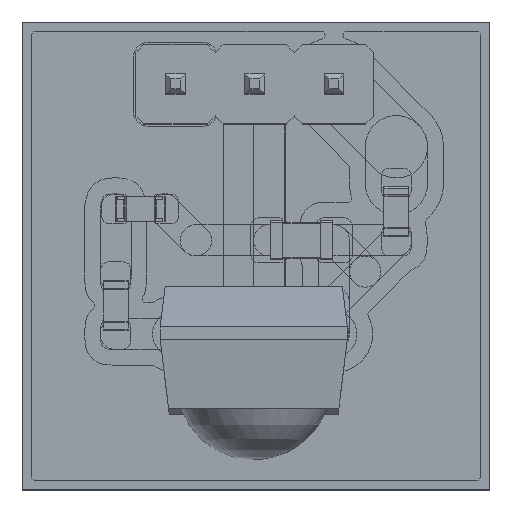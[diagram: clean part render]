
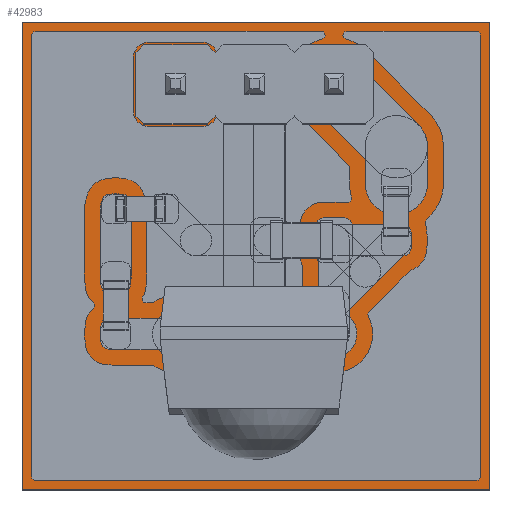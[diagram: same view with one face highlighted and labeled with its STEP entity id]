
A CAD part, top view. The second image highlights one B-rep face of the part: STEP entity #42983.
In plain terms, the highlighted planar face has unit normal (0, 0, 1).
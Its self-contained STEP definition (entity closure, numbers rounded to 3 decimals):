
#42805 = VERTEX_POINT('',#42806);
#42806 = CARTESIAN_POINT('',(114.,-72.,1.6));
#42812 = EDGE_CURVE('',#42805,#42813,#42815,.T.);
#42813 = VERTEX_POINT('',#42814);
#42814 = CARTESIAN_POINT('',(99.,-72.,1.6));
#42815 = LINE('',#42816,#42817);
#42816 = CARTESIAN_POINT('',(114.,-72.,1.6));
#42817 = VECTOR('',#42818,1.);
#42818 = DIRECTION('',(-1.,0.,0.));
#42845 = VERTEX_POINT('',#42846);
#42846 = CARTESIAN_POINT('',(114.,-57.,1.6));
#42852 = EDGE_CURVE('',#42845,#42805,#42853,.T.);
#42853 = LINE('',#42854,#42855);
#42854 = CARTESIAN_POINT('',(114.,-57.,1.6));
#42855 = VECTOR('',#42856,1.);
#42856 = DIRECTION('',(0.,-1.,0.));
#42874 = EDGE_CURVE('',#42813,#42875,#42877,.T.);
#42875 = VERTEX_POINT('',#42876);
#42876 = CARTESIAN_POINT('',(99.,-57.,1.6));
#42877 = LINE('',#42878,#42879);
#42878 = CARTESIAN_POINT('',(99.,-72.,1.6));
#42879 = VECTOR('',#42880,1.);
#42880 = DIRECTION('',(0.,1.,0.));
#42983 = ADVANCED_FACE('',(#42984,#42995,#43006,#43017,#43028,#43039,
    #43050),#43061,.T.);
#42984 = FACE_BOUND('',#42985,.T.);
#42985 = EDGE_LOOP('',(#42986,#42987,#42988,#42994));
#42986 = ORIENTED_EDGE('',*,*,#42812,.F.);
#42987 = ORIENTED_EDGE('',*,*,#42852,.F.);
#42988 = ORIENTED_EDGE('',*,*,#42989,.F.);
#42989 = EDGE_CURVE('',#42875,#42845,#42990,.T.);
#42990 = LINE('',#42991,#42992);
#42991 = CARTESIAN_POINT('',(99.,-57.,1.6));
#42992 = VECTOR('',#42993,1.);
#42993 = DIRECTION('',(1.,0.,0.));
#42994 = ORIENTED_EDGE('',*,*,#42874,.F.);
#42995 = FACE_BOUND('',#42996,.T.);
#42996 = EDGE_LOOP('',(#42997));
#42997 = ORIENTED_EDGE('',*,*,#42998,.T.);
#42998 = EDGE_CURVE('',#42999,#42999,#43001,.T.);
#42999 = VERTEX_POINT('',#43000);
#43000 = CARTESIAN_POINT('',(103.92,-67.483,1.6));
#43001 = CIRCLE('',#43002,0.483);
#43002 = AXIS2_PLACEMENT_3D('',#43003,#43004,#43005);
#43003 = CARTESIAN_POINT('',(103.92,-67.,1.6));
#43004 = DIRECTION('',(-0.,0.,-1.));
#43005 = DIRECTION('',(-0.,-1.,0.));
#43006 = FACE_BOUND('',#43007,.T.);
#43007 = EDGE_LOOP('',(#43008));
#43008 = ORIENTED_EDGE('',*,*,#43009,.T.);
#43009 = EDGE_CURVE('',#43010,#43010,#43012,.T.);
#43010 = VERTEX_POINT('',#43011);
#43011 = CARTESIAN_POINT('',(106.46,-67.483,1.6));
#43012 = CIRCLE('',#43013,0.483);
#43013 = AXIS2_PLACEMENT_3D('',#43014,#43015,#43016);
#43014 = CARTESIAN_POINT('',(106.46,-67.,1.6));
#43015 = DIRECTION('',(-0.,0.,-1.));
#43016 = DIRECTION('',(0.,-1.,0.));
#43017 = FACE_BOUND('',#43018,.T.);
#43018 = EDGE_LOOP('',(#43019));
#43019 = ORIENTED_EDGE('',*,*,#43020,.T.);
#43020 = EDGE_CURVE('',#43021,#43021,#43023,.T.);
#43021 = VERTEX_POINT('',#43022);
#43022 = CARTESIAN_POINT('',(109.,-67.483,1.6));
#43023 = CIRCLE('',#43024,0.483);
#43024 = AXIS2_PLACEMENT_3D('',#43025,#43026,#43027);
#43025 = CARTESIAN_POINT('',(109.,-67.,1.6));
#43026 = DIRECTION('',(-0.,0.,-1.));
#43027 = DIRECTION('',(-0.,-1.,0.));
#43028 = FACE_BOUND('',#43029,.T.);
#43029 = EDGE_LOOP('',(#43030));
#43030 = ORIENTED_EDGE('',*,*,#43031,.T.);
#43031 = EDGE_CURVE('',#43032,#43032,#43034,.T.);
#43032 = VERTEX_POINT('',#43033);
#43033 = CARTESIAN_POINT('',(103.92,-59.5,1.6));
#43034 = CIRCLE('',#43035,0.5);
#43035 = AXIS2_PLACEMENT_3D('',#43036,#43037,#43038);
#43036 = CARTESIAN_POINT('',(103.92,-59.,1.6));
#43037 = DIRECTION('',(-0.,0.,-1.));
#43038 = DIRECTION('',(-0.,-1.,0.));
#43039 = FACE_BOUND('',#43040,.T.);
#43040 = EDGE_LOOP('',(#43041));
#43041 = ORIENTED_EDGE('',*,*,#43042,.T.);
#43042 = EDGE_CURVE('',#43043,#43043,#43045,.T.);
#43043 = VERTEX_POINT('',#43044);
#43044 = CARTESIAN_POINT('',(106.46,-59.5,1.6));
#43045 = CIRCLE('',#43046,0.5);
#43046 = AXIS2_PLACEMENT_3D('',#43047,#43048,#43049);
#43047 = CARTESIAN_POINT('',(106.46,-59.,1.6));
#43048 = DIRECTION('',(-0.,0.,-1.));
#43049 = DIRECTION('',(-0.,-1.,0.));
#43050 = FACE_BOUND('',#43051,.T.);
#43051 = EDGE_LOOP('',(#43052));
#43052 = ORIENTED_EDGE('',*,*,#43053,.T.);
#43053 = EDGE_CURVE('',#43054,#43054,#43056,.T.);
#43054 = VERTEX_POINT('',#43055);
#43055 = CARTESIAN_POINT('',(109.,-59.5,1.6));
#43056 = CIRCLE('',#43057,0.5);
#43057 = AXIS2_PLACEMENT_3D('',#43058,#43059,#43060);
#43058 = CARTESIAN_POINT('',(109.,-59.,1.6));
#43059 = DIRECTION('',(-0.,0.,-1.));
#43060 = DIRECTION('',(-0.,-1.,0.));
#43061 = PLANE('',#43062);
#43062 = AXIS2_PLACEMENT_3D('',#43063,#43064,#43065);
#43063 = CARTESIAN_POINT('',(0.,0.,1.6));
#43064 = DIRECTION('',(0.,0.,1.));
#43065 = DIRECTION('',(1.,0.,-0.));
